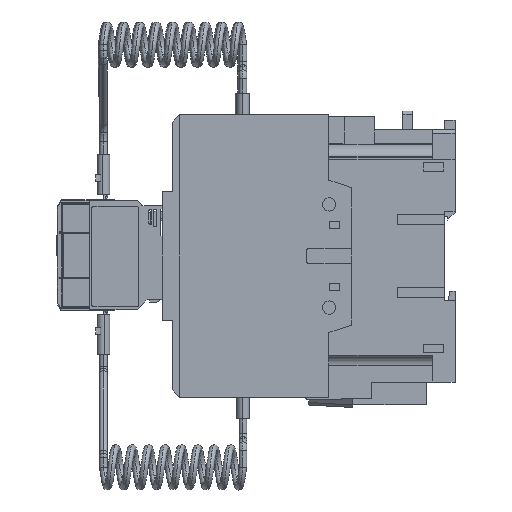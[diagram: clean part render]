
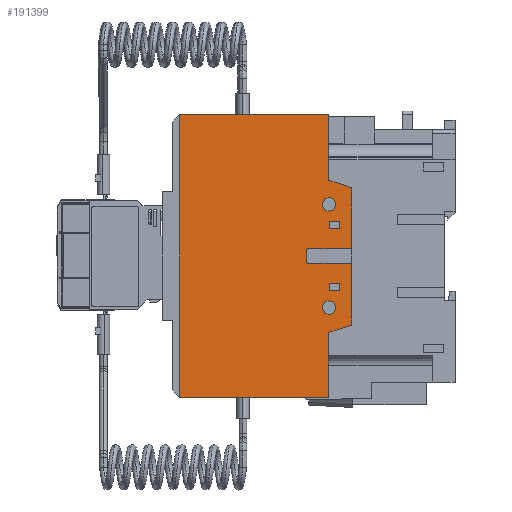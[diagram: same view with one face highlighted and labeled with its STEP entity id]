
A CAD part, left-side view. The second image highlights one B-rep face of the part: STEP entity #191399.
In plain terms, the highlighted planar face has unit normal (-1, 0, 0).
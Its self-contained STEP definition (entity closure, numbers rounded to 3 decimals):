
#175664=DIRECTION('',(0.,0.,-1.));
#175665=VECTOR('',#175664,112.);
#175666=CARTESIAN_POINT('',(-33.,109.,56.));
#175667=LINE('',#175666,#175665);
#177545=DIRECTION('',(0.,-1.,0.));
#177546=VECTOR('',#177545,59.);
#177547=CARTESIAN_POINT('',(-33.,109.,56.));
#177548=LINE('',#177547,#177546);
#177552=DIRECTION('',(0.,0.,-1.));
#177553=VECTOR('',#177552,25.95);
#177554=CARTESIAN_POINT('',(-33.,50.,56.));
#177555=LINE('',#177554,#177553);
#177559=DIRECTION('',(0.,-0.949,-0.316));
#177560=VECTOR('',#177559,9.487);
#177561=CARTESIAN_POINT('',(-33.,50.,30.05));
#177562=LINE('',#177561,#177560);
#177566=DIRECTION('',(0.,0.,-1.));
#177567=VECTOR('',#177566,24.135);
#177568=CARTESIAN_POINT('',(-33.,41.,27.05));
#177569=LINE('',#177568,#177567);
#177573=DIRECTION('',(0.,1.,0.));
#177574=VECTOR('',#177573,17.);
#177575=CARTESIAN_POINT('',(-33.,41.,2.915));
#177576=LINE('',#177575,#177574);
#177580=CARTESIAN_POINT('',(-33.,58.,1.915));
#177581=DIRECTION('',(-1.,0.,0.));
#177582=DIRECTION('',(0.,0.,1.));
#177583=AXIS2_PLACEMENT_3D('',#177580,#177581,#177582);
#177588=DIRECTION('',(0.,0.,-1.));
#177589=VECTOR('',#177588,3.83);
#177590=CARTESIAN_POINT('',(-33.,59.,1.915));
#177591=LINE('',#177590,#177589);
#177595=CARTESIAN_POINT('',(-33.,58.,-1.915));
#177596=DIRECTION('',(-1.,0.,0.));
#177597=DIRECTION('',(0.,1.,0.));
#177598=AXIS2_PLACEMENT_3D('',#177595,#177596,#177597);
#177603=DIRECTION('',(0.,-1.,0.));
#177604=VECTOR('',#177603,17.);
#177605=CARTESIAN_POINT('',(-33.,58.,-2.915));
#177606=LINE('',#177605,#177604);
#177610=DIRECTION('',(0.,0.,-1.));
#177611=VECTOR('',#177610,24.435);
#177612=CARTESIAN_POINT('',(-33.,41.,-2.915));
#177613=LINE('',#177612,#177611);
#177617=DIRECTION('',(0.,0.949,-0.316));
#177618=VECTOR('',#177617,9.487);
#177619=CARTESIAN_POINT('',(-33.,41.,-27.35));
#177620=LINE('',#177619,#177618);
#177624=DIRECTION('',(0.,0.,-1.));
#177625=VECTOR('',#177624,25.65);
#177626=CARTESIAN_POINT('',(-33.,50.,-30.35));
#177627=LINE('',#177626,#177625);
#177631=DIRECTION('',(0.,1.,0.));
#177632=VECTOR('',#177631,59.);
#177633=CARTESIAN_POINT('',(-33.,50.,-56.));
#177634=LINE('',#177633,#177632);
#177638=CARTESIAN_POINT('',(-33.,49.87,20.44));
#177639=DIRECTION('',(-1.,0.,0.));
#177640=DIRECTION('',(0.,0.,-1.));
#177641=AXIS2_PLACEMENT_3D('',#177638,#177639,#177640);
#177646=CARTESIAN_POINT('',(-33.,49.87,20.44));
#177647=DIRECTION('',(-1.,0.,0.));
#177648=DIRECTION('',(0.,0.,1.));
#177649=AXIS2_PLACEMENT_3D('',#177646,#177647,#177648);
#177654=CARTESIAN_POINT('',(-33.,49.87,-20.44));
#177655=DIRECTION('',(-1.,0.,0.));
#177656=DIRECTION('',(0.,0.,-1.));
#177657=AXIS2_PLACEMENT_3D('',#177654,#177655,#177656);
#177662=CARTESIAN_POINT('',(-33.,49.87,-20.44));
#177663=DIRECTION('',(-1.,0.,0.));
#177664=DIRECTION('',(0.,0.,1.));
#177665=AXIS2_PLACEMENT_3D('',#177662,#177663,#177664);
#182213=DIRECTION('',(0.,0.,-1.));
#182214=VECTOR('',#182213,3.);
#182215=CARTESIAN_POINT('',(-33.,45.87,13.765));
#182216=LINE('',#182215,#182214);
#182241=DIRECTION('',(0.,1.,0.));
#182242=VECTOR('',#182241,4.);
#182243=CARTESIAN_POINT('',(-33.,45.87,10.765));
#182244=LINE('',#182243,#182242);
#182255=DIRECTION('',(0.,0.,1.));
#182256=VECTOR('',#182255,3.);
#182257=CARTESIAN_POINT('',(-33.,49.87,10.765));
#182258=LINE('',#182257,#182256);
#182276=DIRECTION('',(0.,-1.,0.));
#182277=VECTOR('',#182276,4.);
#182278=CARTESIAN_POINT('',(-33.,49.87,13.765));
#182279=LINE('',#182278,#182277);
#182297=DIRECTION('',(0.,-1.,0.));
#182298=VECTOR('',#182297,4.);
#182299=CARTESIAN_POINT('',(-33.,49.87,-10.765));
#182300=LINE('',#182299,#182298);
#182325=DIRECTION('',(0.,0.,-1.));
#182326=VECTOR('',#182325,3.);
#182327=CARTESIAN_POINT('',(-33.,45.87,-10.765));
#182328=LINE('',#182327,#182326);
#182339=DIRECTION('',(0.,1.,0.));
#182340=VECTOR('',#182339,4.);
#182341=CARTESIAN_POINT('',(-33.,45.87,-13.765));
#182342=LINE('',#182341,#182340);
#182360=DIRECTION('',(0.,0.,1.));
#182361=VECTOR('',#182360,3.);
#182362=CARTESIAN_POINT('',(-33.,49.87,-13.765));
#182363=LINE('',#182362,#182361);
#186938=CARTESIAN_POINT('',(-33.,109.,56.));
#186939=VERTEX_POINT('',#186938);
#186940=CARTESIAN_POINT('',(-33.,109.,-56.));
#186941=VERTEX_POINT('',#186940);
#187230=CARTESIAN_POINT('',(-33.,50.,30.05));
#187231=VERTEX_POINT('',#187230);
#187232=CARTESIAN_POINT('',(-33.,50.,56.));
#187233=VERTEX_POINT('',#187232);
#187342=CARTESIAN_POINT('',(-33.,41.,27.05));
#187343=VERTEX_POINT('',#187342);
#187344=CARTESIAN_POINT('',(-33.,41.,2.915));
#187345=VERTEX_POINT('',#187344);
#187346=CARTESIAN_POINT('',(-33.,58.,2.915));
#187347=VERTEX_POINT('',#187346);
#187348=CARTESIAN_POINT('',(-33.,59.,1.915));
#187349=VERTEX_POINT('',#187348);
#187350=CARTESIAN_POINT('',(-33.,59.,-1.915));
#187351=VERTEX_POINT('',#187350);
#187352=CARTESIAN_POINT('',(-33.,58.,-2.915));
#187353=VERTEX_POINT('',#187352);
#187354=CARTESIAN_POINT('',(-33.,41.,-2.915));
#187355=VERTEX_POINT('',#187354);
#187356=CARTESIAN_POINT('',(-33.,41.,-27.35));
#187357=VERTEX_POINT('',#187356);
#187358=CARTESIAN_POINT('',(-33.,50.,-30.35));
#187359=VERTEX_POINT('',#187358);
#187360=CARTESIAN_POINT('',(-33.,50.,-56.));
#187361=VERTEX_POINT('',#187360);
#187362=CARTESIAN_POINT('',(-33.,49.87,17.815));
#187363=CARTESIAN_POINT('',(-33.,49.87,23.065));
#187364=VERTEX_POINT('',#187362);
#187365=VERTEX_POINT('',#187363);
#187366=CARTESIAN_POINT('',(-33.,45.87,13.765));
#187367=CARTESIAN_POINT('',(-33.,45.87,10.765));
#187368=VERTEX_POINT('',#187366);
#187369=VERTEX_POINT('',#187367);
#187370=CARTESIAN_POINT('',(-33.,49.87,13.765));
#187371=VERTEX_POINT('',#187370);
#187372=CARTESIAN_POINT('',(-33.,49.87,10.765));
#187373=VERTEX_POINT('',#187372);
#187374=CARTESIAN_POINT('',(-33.,49.87,-10.765));
#187375=CARTESIAN_POINT('',(-33.,45.87,-10.765));
#187376=VERTEX_POINT('',#187374);
#187377=VERTEX_POINT('',#187375);
#187378=CARTESIAN_POINT('',(-33.,49.87,-13.765));
#187379=VERTEX_POINT('',#187378);
#187380=CARTESIAN_POINT('',(-33.,45.87,-13.765));
#187381=VERTEX_POINT('',#187380);
#187382=CARTESIAN_POINT('',(-33.,49.87,-23.065));
#187383=CARTESIAN_POINT('',(-33.,49.87,-17.815));
#187384=VERTEX_POINT('',#187382);
#187385=VERTEX_POINT('',#187383);
#191335=CARTESIAN_POINT('',(-33.,78.5,0.));
#191336=DIRECTION('',(1.,0.,0.));
#191337=DIRECTION('',(0.,0.,-1.));
#191338=AXIS2_PLACEMENT_3D('',#191335,#191336,#191337);
#191339=PLANE('',#191338);
#191340=ORIENTED_EDGE('',*,*,#189917,.F.);
#191341=ORIENTED_EDGE('',*,*,#190831,.T.);
#191342=ORIENTED_EDGE('',*,*,#190798,.T.);
#191344=ORIENTED_EDGE('',*,*,#191343,.T.);
#191346=ORIENTED_EDGE('',*,*,#191345,.T.);
#191348=ORIENTED_EDGE('',*,*,#191347,.T.);
#191350=ORIENTED_EDGE('',*,*,#191349,.T.);
#191352=ORIENTED_EDGE('',*,*,#191351,.T.);
#191354=ORIENTED_EDGE('',*,*,#191353,.T.);
#191356=ORIENTED_EDGE('',*,*,#191355,.T.);
#191358=ORIENTED_EDGE('',*,*,#191357,.T.);
#191360=ORIENTED_EDGE('',*,*,#191359,.T.);
#191362=ORIENTED_EDGE('',*,*,#191361,.T.);
#191364=ORIENTED_EDGE('',*,*,#191363,.T.);
#191365=EDGE_LOOP('',(#191340,#191341,#191342,#191344,#191346,#191348,#191350,
#191352,#191354,#191356,#191358,#191360,#191362,#191364));
#191366=FACE_OUTER_BOUND('',#191365,.F.);
#191368=ORIENTED_EDGE('',*,*,#191367,.T.);
#191370=ORIENTED_EDGE('',*,*,#191369,.T.);
#191371=EDGE_LOOP('',(#191368,#191370));
#191372=FACE_BOUND('',#191371,.F.);
#191374=ORIENTED_EDGE('',*,*,#191373,.F.);
#191376=ORIENTED_EDGE('',*,*,#191375,.F.);
#191378=ORIENTED_EDGE('',*,*,#191377,.F.);
#191380=ORIENTED_EDGE('',*,*,#191379,.F.);
#191381=EDGE_LOOP('',(#191374,#191376,#191378,#191380));
#191382=FACE_BOUND('',#191381,.F.);
#191384=ORIENTED_EDGE('',*,*,#191383,.F.);
#191386=ORIENTED_EDGE('',*,*,#191385,.F.);
#191388=ORIENTED_EDGE('',*,*,#191387,.F.);
#191390=ORIENTED_EDGE('',*,*,#191389,.F.);
#191391=EDGE_LOOP('',(#191384,#191386,#191388,#191390));
#191392=FACE_BOUND('',#191391,.F.);
#191394=ORIENTED_EDGE('',*,*,#191393,.T.);
#191396=ORIENTED_EDGE('',*,*,#191395,.T.);
#191397=EDGE_LOOP('',(#191394,#191396));
#191398=FACE_BOUND('',#191397,.F.);
#177584=CIRCLE('',#177583,1.);
#177599=CIRCLE('',#177598,1.);
#177642=CIRCLE('',#177641,2.625);
#177650=CIRCLE('',#177649,2.625);
#177658=CIRCLE('',#177657,2.625);
#177666=CIRCLE('',#177665,2.625);
#189917=EDGE_CURVE('',#186939,#186941,#175667,.T.);
#190798=EDGE_CURVE('',#187233,#187231,#177555,.T.);
#190831=EDGE_CURVE('',#186939,#187233,#177548,.T.);
#191343=EDGE_CURVE('',#187231,#187343,#177562,.T.);
#191345=EDGE_CURVE('',#187343,#187345,#177569,.T.);
#191347=EDGE_CURVE('',#187345,#187347,#177576,.T.);
#191349=EDGE_CURVE('',#187347,#187349,#177584,.T.);
#191351=EDGE_CURVE('',#187349,#187351,#177591,.T.);
#191353=EDGE_CURVE('',#187351,#187353,#177599,.T.);
#191355=EDGE_CURVE('',#187353,#187355,#177606,.T.);
#191357=EDGE_CURVE('',#187355,#187357,#177613,.T.);
#191359=EDGE_CURVE('',#187357,#187359,#177620,.T.);
#191361=EDGE_CURVE('',#187359,#187361,#177627,.T.);
#191363=EDGE_CURVE('',#187361,#186941,#177634,.T.);
#191367=EDGE_CURVE('',#187364,#187365,#177642,.T.);
#191369=EDGE_CURVE('',#187365,#187364,#177650,.T.);
#191373=EDGE_CURVE('',#187368,#187369,#182216,.T.);
#191375=EDGE_CURVE('',#187371,#187368,#182279,.T.);
#191377=EDGE_CURVE('',#187373,#187371,#182258,.T.);
#191379=EDGE_CURVE('',#187369,#187373,#182244,.T.);
#191383=EDGE_CURVE('',#187376,#187377,#182300,.T.);
#191385=EDGE_CURVE('',#187379,#187376,#182363,.T.);
#191387=EDGE_CURVE('',#187381,#187379,#182342,.T.);
#191389=EDGE_CURVE('',#187377,#187381,#182328,.T.);
#191393=EDGE_CURVE('',#187384,#187385,#177658,.T.);
#191395=EDGE_CURVE('',#187385,#187384,#177666,.T.);
#191399=ADVANCED_FACE('',(#191366,#191372,#191382,#191392,#191398),#191339,.F.);
